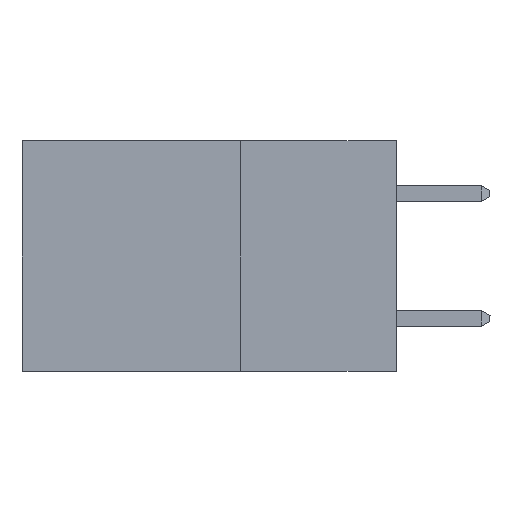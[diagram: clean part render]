
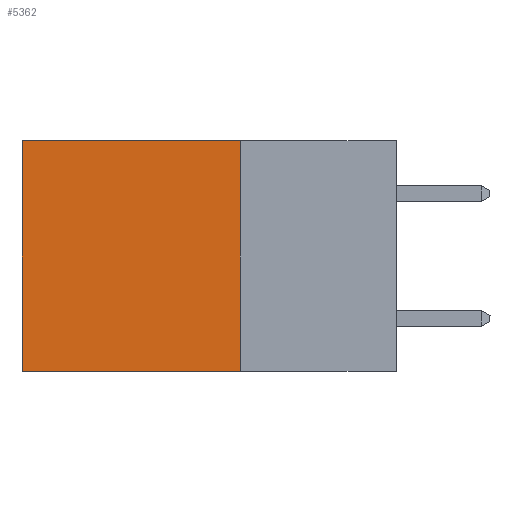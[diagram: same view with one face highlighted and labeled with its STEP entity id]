
A CAD part, left-side view. The second image highlights one B-rep face of the part: STEP entity #5362.
In plain terms, the highlighted planar face has unit normal (-1, 0, 0).
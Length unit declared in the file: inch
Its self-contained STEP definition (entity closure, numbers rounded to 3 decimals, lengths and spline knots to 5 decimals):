
#114 = EDGE_LOOP ( 'NONE', ( #5091, #15241, #10062, #14088 ) ) ;
#344 = CARTESIAN_POINT ( 'NONE',  ( 0.2615, 0.6, 0. ) ) ;
#386 = VERTEX_POINT ( 'NONE', #10485 ) ;
#800 = CARTESIAN_POINT ( 'NONE',  ( 0.2615, 0.25, -0.37 ) ) ;
#2700 = EDGE_CURVE ( 'NONE', #3766, #12020, #9971, .T. ) ;
#3766 = VERTEX_POINT ( 'NONE', #344 ) ;
#5091 = ORIENTED_EDGE ( 'NONE', *, *, #2700, .T. ) ;
#5362 = ADVANCED_FACE ( 'NONE', ( #7625 ), #10060, .F. ) ;
#5540 = VECTOR ( 'NONE', #9396, 39.37008 ) ;
#6488 = DIRECTION ( 'NONE',  ( 0., 1., 0. ) ) ;
#6671 = CARTESIAN_POINT ( 'NONE',  ( 0.2615, 0.25, -0.37 ) ) ;
#7599 = CARTESIAN_POINT ( 'NONE',  ( 0.2615, 0.6, -0.37 ) ) ;
#7625 = FACE_OUTER_BOUND ( 'NONE', #114, .T. ) ;
#8683 = CARTESIAN_POINT ( 'NONE',  ( 0.2615, 0.6, -0.37 ) ) ;
#8987 = LINE ( 'NONE', #16134, #12663 ) ;
#9396 = DIRECTION ( 'NONE',  ( 0., 0., -1. ) ) ;
#9662 = DIRECTION ( 'NONE',  ( 0., 0., -1. ) ) ;
#9797 = DIRECTION ( 'NONE',  ( 0., 0., -1. ) ) ;
#9799 = DIRECTION ( 'NONE',  ( 1., 0., 0. ) ) ;
#9889 = CARTESIAN_POINT ( 'NONE',  ( 0.2615, 0.25, -0.37 ) ) ;
#9971 = LINE ( 'NONE', #8683, #16827 ) ;
#10060 = PLANE ( 'NONE',  #13144 ) ;
#10062 = ORIENTED_EDGE ( 'NONE', *, *, #14876, .F. ) ;
#10258 = EDGE_CURVE ( 'NONE', #14773, #12020, #10326, .T. ) ;
#10326 = LINE ( 'NONE', #12992, #16746 ) ;
#10485 = CARTESIAN_POINT ( 'NONE',  ( 0.2615, 0.25, 0. ) ) ;
#12020 = VERTEX_POINT ( 'NONE', #7599 ) ;
#12663 = VECTOR ( 'NONE', #6488, 39.37008 ) ;
#12992 = CARTESIAN_POINT ( 'NONE',  ( 0.2615, 0.25, -0.37 ) ) ;
#13144 = AXIS2_PLACEMENT_3D ( 'NONE', #9889, #9799, #9797 ) ;
#13365 = LINE ( 'NONE', #6671, #5540 ) ;
#14088 = ORIENTED_EDGE ( 'NONE', *, *, #16365, .T. ) ;
#14773 = VERTEX_POINT ( 'NONE', #800 ) ;
#14876 = EDGE_CURVE ( 'NONE', #386, #14773, #13365, .T. ) ;
#15241 = ORIENTED_EDGE ( 'NONE', *, *, #10258, .F. ) ;
#16134 = CARTESIAN_POINT ( 'NONE',  ( 0.2615, 0.25, 0. ) ) ;
#16365 = EDGE_CURVE ( 'NONE', #386, #3766, #8987, .T. ) ;
#16746 = VECTOR ( 'NONE', #17089, 39.37008 ) ;
#16827 = VECTOR ( 'NONE', #9662, 39.37008 ) ;
#17089 = DIRECTION ( 'NONE',  ( 0., 1., 0. ) ) ;
